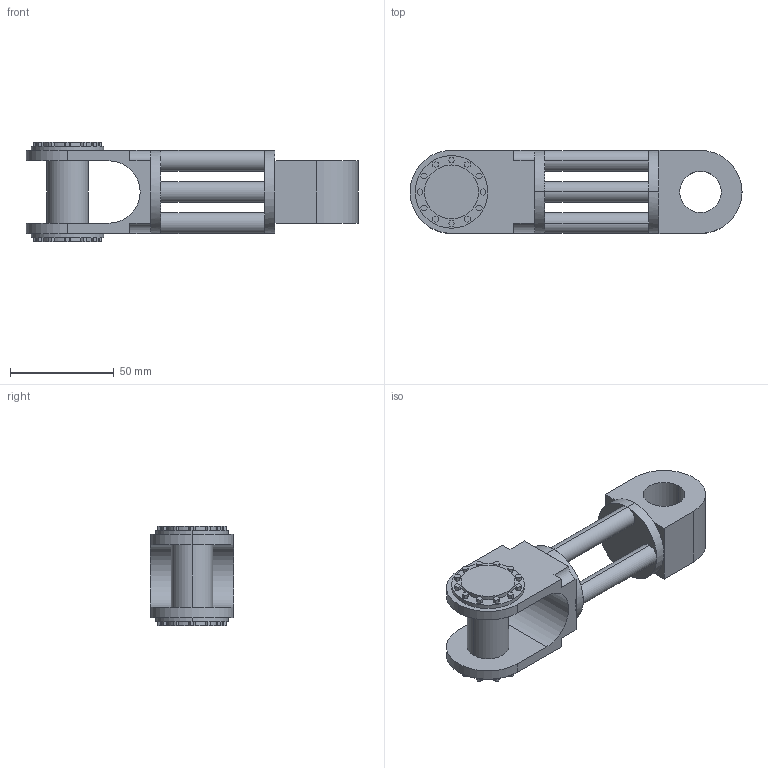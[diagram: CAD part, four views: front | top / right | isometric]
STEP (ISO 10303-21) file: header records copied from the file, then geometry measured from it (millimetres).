
FILE_DESCRIPTION (( 'STEP AP203' ), '1' );
FILE_NAME ('Part4 with coords_Default_sldprt.STEP', '2020-05-13T15:48:09', ( '' ), ( '' ), 'SwSTEP 2.0', 'SolidWorks 2020', '' );
FILE_SCHEMA (( 'CONFIG_CONTROL_DESIGN' ));
Length unit declared in the file: millimetre
Products named in the file (1): Part4 with coords_Default_sldprt
Bounding box: 160 x 40 x 48 mm (x, y, z)
Volume: 108737.3 mm3; surface area: 30761.4 mm2
Topology: 1 solids, 1 shells, 232 faces, 596 edges, 388 vertices
Faces by surface type: plane 198, cylinder 34
Entity records: 7037 total; most frequent: CARTESIAN_POINT 1217, ORIENTED_EDGE 1192, DIRECTION 1146, EDGE_CURVE 596, LINE 512, VECTOR 512, VERTEX_POINT 388, AXIS2_PLACEMENT_3D 317
